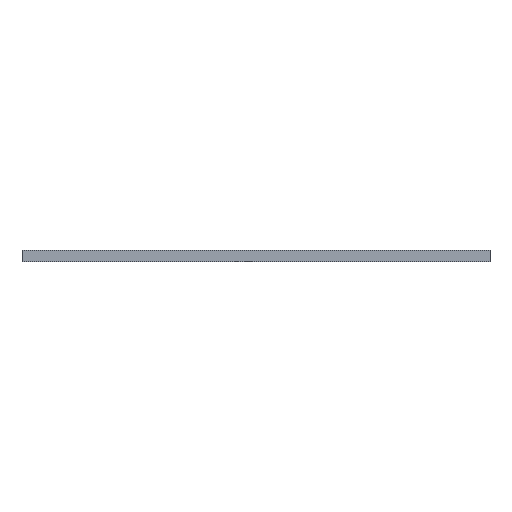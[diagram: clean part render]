
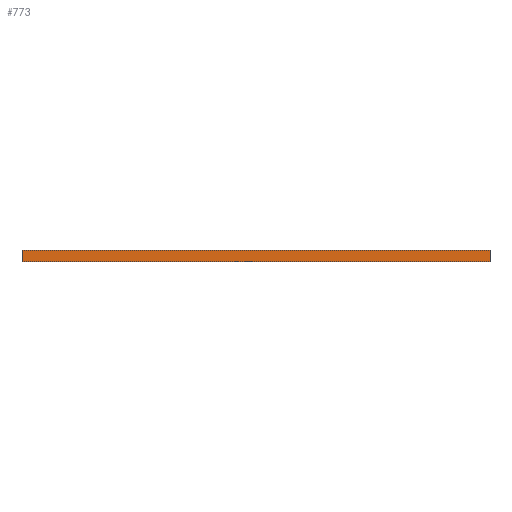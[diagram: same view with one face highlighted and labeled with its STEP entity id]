
A CAD part, front view. The second image highlights one B-rep face of the part: STEP entity #773.
In plain terms, the highlighted planar face has unit normal (0, -1, 0).
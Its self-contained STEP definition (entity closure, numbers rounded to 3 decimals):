
#17=PLANE('',#842);
#51=LINE('',#1224,#95);
#54=LINE('',#1230,#98);
#55=LINE('',#1232,#99);
#56=LINE('',#1234,#100);
#95=VECTOR('',#990,1000.);
#98=VECTOR('',#995,1000.);
#99=VECTOR('',#996,1000.);
#100=VECTOR('',#997,1000.);
#166=ORIENTED_EDGE('',*,*,#350,.T.);
#167=ORIENTED_EDGE('',*,*,#351,.F.);
#168=ORIENTED_EDGE('',*,*,#352,.F.);
#169=ORIENTED_EDGE('',*,*,#347,.T.);
#347=EDGE_CURVE('',#436,#434,#51,.T.);
#350=EDGE_CURVE('',#434,#438,#54,.T.);
#351=EDGE_CURVE('',#439,#438,#55,.T.);
#352=EDGE_CURVE('',#436,#439,#56,.T.);
#434=VERTEX_POINT('',#1222);
#436=VERTEX_POINT('',#1225);
#438=VERTEX_POINT('',#1231);
#439=VERTEX_POINT('',#1233);
#543=EDGE_LOOP('',(#166,#167,#168,#169));
#645=FACE_BOUND('',#543,.T.);
#773=ADVANCED_FACE('',(#645),#17,.F.);
#842=AXIS2_PLACEMENT_3D('',#1229,#993,#994);
#990=DIRECTION('',(0.,0.,-1.));
#993=DIRECTION('',(0.,1.,0.));
#994=DIRECTION('',(0.,0.,1.));
#995=DIRECTION('',(1.,0.,0.));
#996=DIRECTION('',(0.,0.,-1.));
#997=DIRECTION('',(1.,0.,0.));
#1222=CARTESIAN_POINT('',(-30.3,-64.25,0.));
#1224=CARTESIAN_POINT('',(-30.3,-64.25,1.5));
#1225=CARTESIAN_POINT('',(-30.3,-64.25,1.5));
#1229=CARTESIAN_POINT('',(0.,-64.25,1.5));
#1230=CARTESIAN_POINT('',(0.,-64.25,0.));
#1231=CARTESIAN_POINT('',(30.3,-64.25,0.));
#1232=CARTESIAN_POINT('',(30.3,-64.25,1.5));
#1233=CARTESIAN_POINT('',(30.3,-64.25,1.5));
#1234=CARTESIAN_POINT('',(0.,-64.25,1.5));
